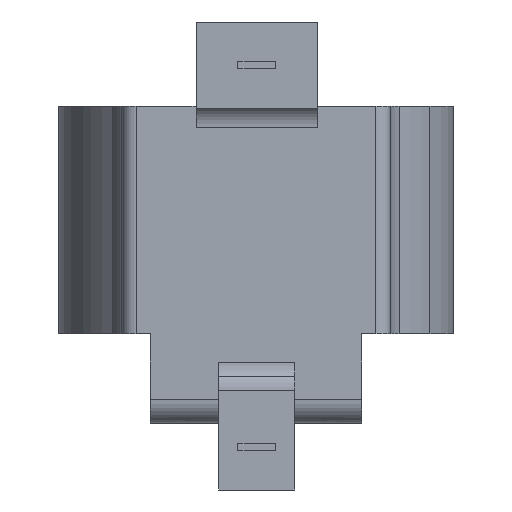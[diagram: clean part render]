
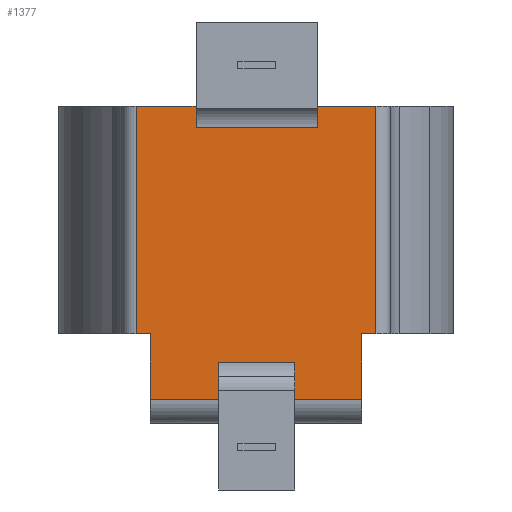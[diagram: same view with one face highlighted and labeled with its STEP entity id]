
A CAD part, front view. The second image highlights one B-rep face of the part: STEP entity #1377.
In plain terms, the highlighted planar face has unit normal (0, -1, 0).
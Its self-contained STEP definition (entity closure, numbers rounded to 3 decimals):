
#78=FACE_OUTER_BOUND('',#154,.T.);
#154=EDGE_LOOP('',(#1025,#1026,#1027,#1028,#1029,#1030,#1031,#1032,#1033,
#1034,#1035,#1036,#1037,#1038,#1039,#1040));
#214=LINE('',#2035,#351);
#237=LINE('',#2088,#374);
#239=LINE('',#2091,#376);
#243=LINE('',#2105,#380);
#253=LINE('',#2168,#390);
#254=LINE('',#2174,#391);
#263=LINE('',#2192,#400);
#264=LINE('',#2194,#401);
#266=LINE('',#2199,#403);
#267=LINE('',#2201,#404);
#268=LINE('',#2203,#405);
#269=LINE('',#2204,#406);
#270=LINE('',#2206,#407);
#271=LINE('',#2208,#408);
#272=LINE('',#2210,#409);
#273=LINE('',#2211,#410);
#351=VECTOR('',#1602,10.);
#374=VECTOR('',#1649,10.);
#376=VECTOR('',#1653,1.);
#380=VECTOR('',#1665,10.);
#390=VECTOR('',#1721,10.);
#391=VECTOR('',#1726,1.);
#400=VECTOR('',#1743,10.);
#401=VECTOR('',#1746,10.);
#403=VECTOR('',#1752,10.);
#404=VECTOR('',#1753,10.);
#405=VECTOR('',#1754,10.);
#406=VECTOR('',#1755,10.);
#407=VECTOR('',#1756,10.);
#408=VECTOR('',#1757,10.);
#409=VECTOR('',#1758,10.);
#410=VECTOR('',#1759,10.);
#560=VERTEX_POINT('',#2032);
#561=VERTEX_POINT('',#2034);
#578=VERTEX_POINT('',#2085);
#579=VERTEX_POINT('',#2087);
#584=VERTEX_POINT('',#2102);
#585=VERTEX_POINT('',#2104);
#600=VERTEX_POINT('',#2136);
#615=VERTEX_POINT('',#2166);
#616=VERTEX_POINT('',#2170);
#618=VERTEX_POINT('',#2173);
#624=VERTEX_POINT('',#2198);
#625=VERTEX_POINT('',#2200);
#626=VERTEX_POINT('',#2202);
#627=VERTEX_POINT('',#2205);
#628=VERTEX_POINT('',#2207);
#629=VERTEX_POINT('',#2209);
#697=EDGE_CURVE('',#561,#560,#214,.T.);
#723=EDGE_CURVE('',#579,#578,#237,.T.);
#725=EDGE_CURVE('',#561,#578,#239,.T.);
#731=EDGE_CURVE('',#584,#585,#243,.T.);
#763=EDGE_CURVE('',#615,#600,#253,.T.);
#765=EDGE_CURVE('',#616,#618,#254,.T.);
#775=EDGE_CURVE('',#616,#600,#263,.T.);
#776=EDGE_CURVE('',#584,#618,#264,.T.);
#778=EDGE_CURVE('',#624,#615,#266,.T.);
#779=EDGE_CURVE('',#625,#624,#267,.T.);
#780=EDGE_CURVE('',#625,#626,#268,.T.);
#781=EDGE_CURVE('',#579,#626,#269,.T.);
#782=EDGE_CURVE('',#627,#560,#270,.T.);
#783=EDGE_CURVE('',#628,#627,#271,.T.);
#784=EDGE_CURVE('',#629,#628,#272,.T.);
#785=EDGE_CURVE('',#629,#585,#273,.T.);
#1025=ORIENTED_EDGE('',*,*,#775,.T.);
#1026=ORIENTED_EDGE('',*,*,#763,.F.);
#1027=ORIENTED_EDGE('',*,*,#778,.F.);
#1028=ORIENTED_EDGE('',*,*,#779,.F.);
#1029=ORIENTED_EDGE('',*,*,#780,.T.);
#1030=ORIENTED_EDGE('',*,*,#781,.F.);
#1031=ORIENTED_EDGE('',*,*,#723,.T.);
#1032=ORIENTED_EDGE('',*,*,#725,.F.);
#1033=ORIENTED_EDGE('',*,*,#697,.T.);
#1034=ORIENTED_EDGE('',*,*,#782,.F.);
#1035=ORIENTED_EDGE('',*,*,#783,.F.);
#1036=ORIENTED_EDGE('',*,*,#784,.F.);
#1037=ORIENTED_EDGE('',*,*,#785,.T.);
#1038=ORIENTED_EDGE('',*,*,#731,.F.);
#1039=ORIENTED_EDGE('',*,*,#776,.T.);
#1040=ORIENTED_EDGE('',*,*,#765,.F.);
#1333=PLANE('',#1496);
#1377=ADVANCED_FACE('',(#78),#1333,.T.);
#1496=AXIS2_PLACEMENT_3D('',#2197,#1750,#1751);
#1602=DIRECTION('',(0.,0.,-1.));
#1649=DIRECTION('',(0.,0.,1.));
#1653=DIRECTION('',(-1.,0.,0.));
#1665=DIRECTION('',(1.,0.,0.));
#1721=DIRECTION('',(1.,0.,0.));
#1726=DIRECTION('',(1.,0.,0.));
#1743=DIRECTION('',(0.,0.,1.));
#1746=DIRECTION('',(0.,0.,-1.));
#1750=DIRECTION('center_axis',(0.,-1.,0.));
#1751=DIRECTION('ref_axis',(1.,0.,0.));
#1752=DIRECTION('',(0.,0.,1.));
#1753=DIRECTION('',(-1.,0.,0.));
#1754=DIRECTION('',(0.,0.,-1.));
#1755=DIRECTION('',(-1.,0.,0.));
#1756=DIRECTION('',(-1.,0.,0.));
#1757=DIRECTION('',(0.,0.,-1.));
#1758=DIRECTION('',(-1.,0.,0.));
#1759=DIRECTION('',(0.,0.,1.));
#2032=CARTESIAN_POINT('',(-15.218,-21.058,-2.77));
#2034=CARTESIAN_POINT('',(-15.218,-21.058,-1.203));
#2035=CARTESIAN_POINT('',(-15.218,-21.058,-2.));
#2085=CARTESIAN_POINT('',(-18.415,-21.058,-1.203));
#2087=CARTESIAN_POINT('',(-18.415,-21.058,-2.77));
#2088=CARTESIAN_POINT('',(-18.415,-21.058,-1.));
#2091=CARTESIAN_POINT('',(-19.365,-21.058,-1.203));
#2102=CARTESIAN_POINT('',(-14.268,-21.058,9.55));
#2104=CARTESIAN_POINT('',(-11.81,-21.058,9.55));
#2105=CARTESIAN_POINT('',(-16.846,-21.058,9.55));
#2136=CARTESIAN_POINT('',(-19.365,-21.058,9.55));
#2166=CARTESIAN_POINT('',(-21.883,-21.058,9.55));
#2168=CARTESIAN_POINT('',(-16.846,-21.058,9.55));
#2170=CARTESIAN_POINT('',(-19.365,-21.058,8.653));
#2173=CARTESIAN_POINT('',(-14.268,-21.058,8.653));
#2174=CARTESIAN_POINT('',(-18.09,-21.058,8.653));
#2192=CARTESIAN_POINT('',(-19.365,-21.058,4.725));
#2194=CARTESIAN_POINT('',(-14.268,-21.058,4.725));
#2197=CARTESIAN_POINT('Origin',(-21.883,-21.058,0.));
#2198=CARTESIAN_POINT('',(-21.883,-21.058,0.));
#2199=CARTESIAN_POINT('',(-21.883,-21.058,0.));
#2200=CARTESIAN_POINT('',(-21.292,-21.058,0.));
#2201=CARTESIAN_POINT('',(-16.846,-21.058,0.));
#2202=CARTESIAN_POINT('',(-21.292,-21.058,-2.77));
#2203=CARTESIAN_POINT('',(-21.292,-21.058,0.));
#2204=CARTESIAN_POINT('',(-19.365,-21.058,-2.77));
#2205=CARTESIAN_POINT('',(-12.4,-21.058,-2.77));
#2206=CARTESIAN_POINT('',(-19.365,-21.058,-2.77));
#2207=CARTESIAN_POINT('',(-12.4,-21.058,0.));
#2208=CARTESIAN_POINT('',(-12.4,-21.058,0.));
#2209=CARTESIAN_POINT('',(-11.81,-21.058,0.));
#2210=CARTESIAN_POINT('',(-16.846,-21.058,0.));
#2211=CARTESIAN_POINT('',(-11.81,-21.058,0.));
